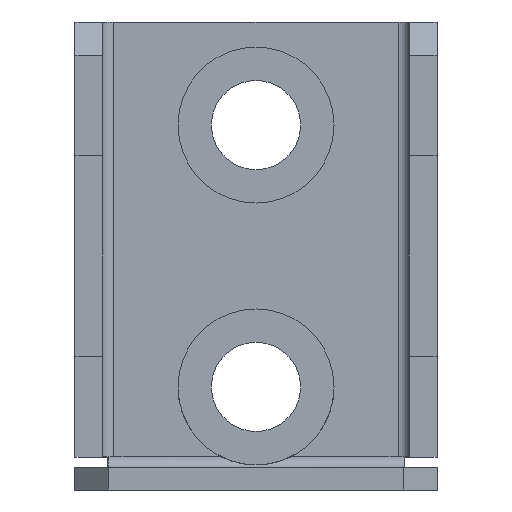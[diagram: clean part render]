
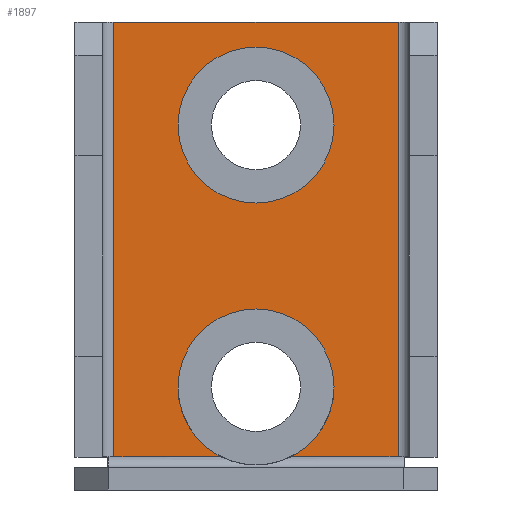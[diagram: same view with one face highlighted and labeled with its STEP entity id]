
A CAD part, front view. The second image highlights one B-rep face of the part: STEP entity #1897.
In plain terms, the highlighted planar face has unit normal (0, -1, 0).
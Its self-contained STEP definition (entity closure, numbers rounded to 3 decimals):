
#446=CARTESIAN_POINT('',(3333.25,-1982.315,-175.148));
#447=DIRECTION('',(0.,1.,0.));
#448=DIRECTION('',(-1.,0.,0.));
#449=AXIS2_PLACEMENT_3D('',#446,#447,#448);
#454=CARTESIAN_POINT('',(3333.25,-1982.315,-175.148));
#455=DIRECTION('',(0.,1.,0.));
#456=DIRECTION('',(1.,0.,0.));
#457=AXIS2_PLACEMENT_3D('',#454,#455,#456);
#462=CARTESIAN_POINT('',(3333.25,-1982.315,-198.648));
#463=DIRECTION('',(0.,1.,0.));
#464=DIRECTION('',(-1.,0.,0.));
#465=AXIS2_PLACEMENT_3D('',#462,#463,#464);
#470=CARTESIAN_POINT('',(3333.25,-1982.315,-198.648));
#471=DIRECTION('',(0.,1.,0.));
#472=DIRECTION('',(-0.45,0.,-0.893));
#473=AXIS2_PLACEMENT_3D('',#470,#471,#472);
#478=DIRECTION('',(1.,0.,0.));
#479=VECTOR('',#478,25.5);
#480=CARTESIAN_POINT('',(3320.5,-1982.315,-165.898));
#481=LINE('',#480,#479);
#485=CARTESIAN_POINT('',(3333.25,-1982.315,-198.648));
#486=DIRECTION('',(0.,1.,0.));
#487=DIRECTION('',(1.,0.,0.));
#488=AXIS2_PLACEMENT_3D('',#485,#486,#487);
#523=CARTESIAN_POINT('',(3330.098,-1982.315,-204.898));
#535=CARTESIAN_POINT('',(3336.403,-1982.315,-204.898));
#540=DIRECTION('',(1.,0.,0.));
#541=VECTOR('',#540,9.598);
#542=CARTESIAN_POINT('',(3336.403,-1982.315,-204.898));
#543=LINE('',#542,#541);
#575=DIRECTION('',(1.,0.,0.));
#576=VECTOR('',#575,9.598);
#577=CARTESIAN_POINT('',(3320.5,-1982.315,-204.898));
#578=LINE('',#577,#576);
#597=DIRECTION('',(0.,0.,1.));
#598=VECTOR('',#597,39.);
#599=CARTESIAN_POINT('',(3346.,-1982.315,-204.898));
#600=LINE('',#599,#598);
#1096=DIRECTION('',(0.,0.,-1.));
#1097=VECTOR('',#1096,39.);
#1098=CARTESIAN_POINT('',(3320.5,-1982.315,
-165.898));
#1099=LINE('',#1098,#1097);
#1438=CARTESIAN_POINT('',(3320.5,-1982.315,
-204.898));
#1440=VERTEX_POINT('',#1438);
#1441=CARTESIAN_POINT('',(3346.,-1982.315,
-204.898));
#1443=VERTEX_POINT('',#1441);
#1459=CARTESIAN_POINT('',(3320.5,-1982.315,
-165.898));
#1460=VERTEX_POINT('',#1459);
#1461=CARTESIAN_POINT('',(3346.,-1982.315,
-165.898));
#1462=VERTEX_POINT('',#1461);
#1559=VERTEX_POINT('',#523);
#1560=VERTEX_POINT('',#535);
#1561=CARTESIAN_POINT('',(3326.25,-1982.315,
-175.148));
#1562=CARTESIAN_POINT('',(3340.25,-1982.315,
-175.148));
#1563=VERTEX_POINT('',#1561);
#1564=VERTEX_POINT('',#1562);
#1565=CARTESIAN_POINT('',(3326.25,-1982.315,
-198.648));
#1566=CARTESIAN_POINT('',(3340.25,-1982.315,
-198.648));
#1567=VERTEX_POINT('',#1565);
#1568=VERTEX_POINT('',#1566);
#1870=CARTESIAN_POINT('',(0.,-1982.315,-207.898));
#1871=DIRECTION('',(0.,1.,0.));
#1872=DIRECTION('',(-1.,0.,0.));
#1873=AXIS2_PLACEMENT_3D('',#1870,#1871,#1872);
#1874=PLANE('',#1873);
#1876=ORIENTED_EDGE('',*,*,#1875,.F.);
#1878=ORIENTED_EDGE('',*,*,#1877,.F.);
#1880=ORIENTED_EDGE('',*,*,#1879,.F.);
#1882=ORIENTED_EDGE('',*,*,#1881,.F.);
#1884=ORIENTED_EDGE('',*,*,#1883,.T.);
#1886=ORIENTED_EDGE('',*,*,#1885,.F.);
#1888=ORIENTED_EDGE('',*,*,#1887,.F.);
#1890=ORIENTED_EDGE('',*,*,#1889,.F.);
#1891=EDGE_LOOP('',(#1876,#1878,#1880,#1882,#1884,#1886,#1888,#1890));
#1892=FACE_OUTER_BOUND('',#1891,.F.);
#1893=ORIENTED_EDGE('',*,*,#1836,.F.);
#1894=ORIENTED_EDGE('',*,*,#1857,.F.);
#1895=EDGE_LOOP('',(#1893,#1894));
#1896=FACE_BOUND('',#1895,.F.);
#450=CIRCLE('',#449,7.);
#458=CIRCLE('',#457,7.);
#466=CIRCLE('',#465,7.);
#474=CIRCLE('',#473,7.);
#489=CIRCLE('',#488,7.);
#1836=EDGE_CURVE('',#1563,#1564,#450,.T.);
#1857=EDGE_CURVE('',#1564,#1563,#458,.T.);
#1875=EDGE_CURVE('',#1567,#1568,#466,.T.);
#1877=EDGE_CURVE('',#1559,#1567,#474,.T.);
#1879=EDGE_CURVE('',#1440,#1559,#578,.T.);
#1881=EDGE_CURVE('',#1460,#1440,#1099,.T.);
#1883=EDGE_CURVE('',#1460,#1462,#481,.T.);
#1885=EDGE_CURVE('',#1443,#1462,#600,.T.);
#1887=EDGE_CURVE('',#1560,#1443,#543,.T.);
#1889=EDGE_CURVE('',#1568,#1560,#489,.T.);
#1897=ADVANCED_FACE('',(#1892,#1896),#1874,.F.);
